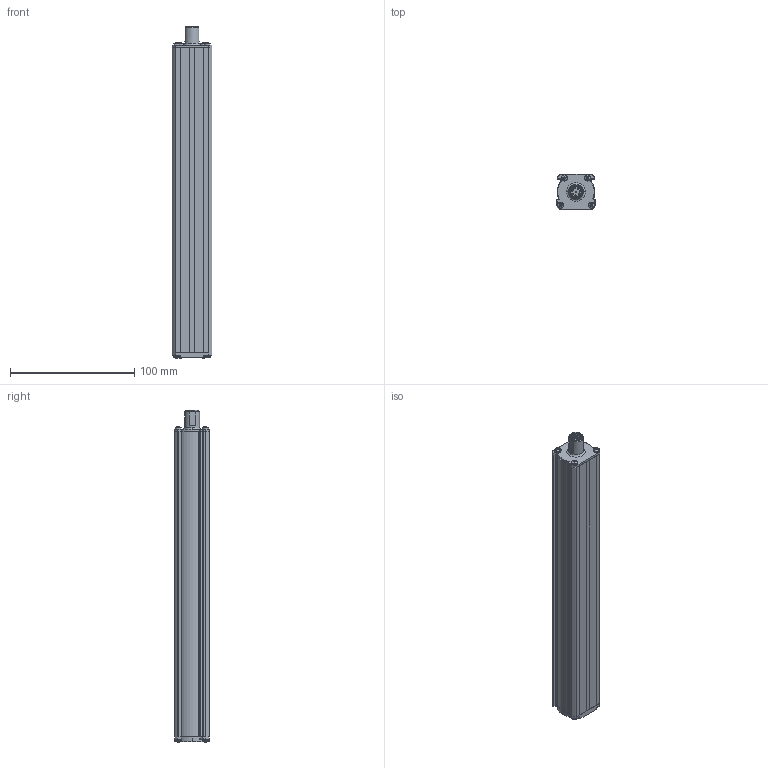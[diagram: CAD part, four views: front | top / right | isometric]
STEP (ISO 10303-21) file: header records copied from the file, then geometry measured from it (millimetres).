
FILE_DESCRIPTION (( 'STEP AP203' ), '1' );
FILE_NAME ('WPP-A-H-0100-N.step', '2021-07-07T10:29:57', ( '' ), ( '' ), 'SwSTEP 2.0', 'SolidWorks 2021', '' );
FILE_SCHEMA (( 'CONFIG_CONTROL_DESIGN' ));
Length unit declared in the file: millimetre
Products named in the file (1): WPP-A-H-0100-N
Bounding box: 32 x 28.25 x 267.55 mm (x, y, z)
Volume: 201518.2 mm3; surface area: 45964.7 mm2
Topology: 20 solids, 20 shells, 605 faces, 1483 edges, 916 vertices
Faces by surface type: plane 301, cylinder 131, cone 119, torus 34, sphere 16, bspline 4
Entity records: 18470 total; most frequent: CARTESIAN_POINT 3905, DIRECTION 3263, ORIENTED_EDGE 2934, EDGE_CURVE 1467, AXIS2_PLACEMENT_3D 1320, VERTEX_POINT 916, CIRCLE 718, EDGE_LOOP 645
